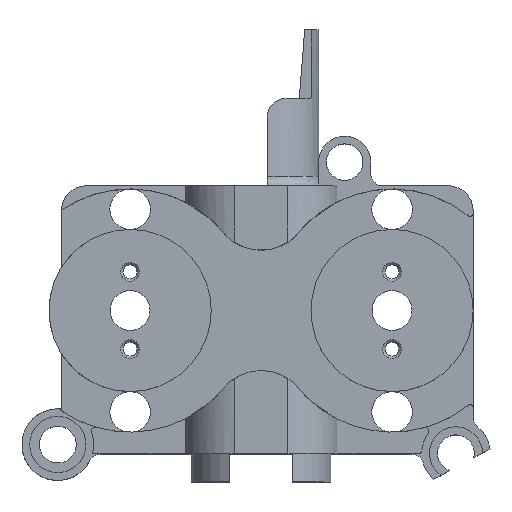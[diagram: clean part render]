
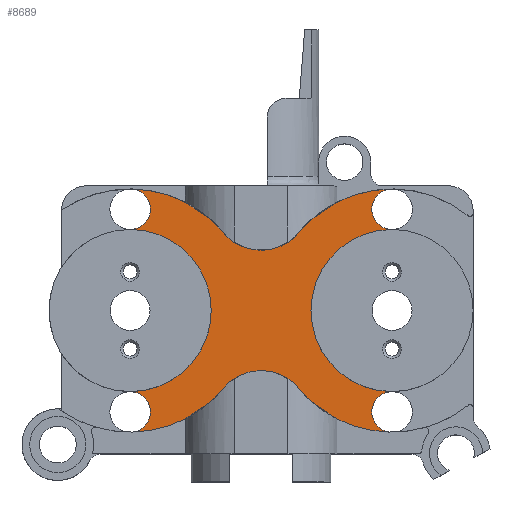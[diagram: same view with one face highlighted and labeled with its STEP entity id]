
A CAD part, top view. The second image highlights one B-rep face of the part: STEP entity #8689.
In plain terms, the highlighted planar face has unit normal (0, 0, 1).
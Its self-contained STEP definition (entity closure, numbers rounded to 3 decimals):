
#174=PLANE('',#9020);
#192=CIRCLE('',#8745,19.5);
#195=CIRCLE('',#8749,7.836);
#196=CIRCLE('',#8751,7.836);
#199=CIRCLE('',#8755,19.5);
#200=CIRCLE('',#8759,19.5);
#204=CIRCLE('',#8764,7.836);
#205=CIRCLE('',#8766,7.836);
#209=CIRCLE('',#8771,19.5);
#295=CIRCLE('',#8985,3.25);
#300=CIRCLE('',#8996,3.25);
#302=CIRCLE('',#8998,3.25);
#304=CIRCLE('',#9001,3.25);
#309=CIRCLE('',#9012,3.25);
#310=CIRCLE('',#9013,3.25);
#314=CIRCLE('',#9021,13.);
#315=CIRCLE('',#9022,13.);
#316=CIRCLE('',#9023,13.);
#827=FACE_OUTER_BOUND('',#1332,.T.);
#1332=EDGE_LOOP('',(#7771,#7772,#7773,#7774,#7775,#7776,#7777,#7778,#7779,
#7780,#7781,#7782,#7783,#7784,#7785,#7786,#7787,#7788,#7789));
#2562=B_SPLINE_CURVE_WITH_KNOTS('',3,(#10532,#10533,#10534,#10535,#10536,
#10537,#10538,#10539,#10540,#10541,#10542,#10543,#10544,#10545,#10546,#10547,
#10548,#10549),.UNSPECIFIED.,.F.,.F.,(4,2,2,2,2,2,2,2,4),(0.,0.152,
0.231,0.266,0.292,0.318,
0.356,0.433,0.581),.UNSPECIFIED.);
#2587=B_SPLINE_CURVE_WITH_KNOTS('',3,(#11001,#11002,#11003,#11004,#11005,
#11006,#11007,#11008,#11009,#11010,#11011,#11012,#11013,#11014,#11015,#11016,
#11017,#11018),.UNSPECIFIED.,.F.,.F.,(4,2,2,2,2,2,2,2,4),(0.,0.152,
0.231,0.266,0.292,0.318,
0.356,0.433,0.581),.UNSPECIFIED.);
#3145=VERTEX_POINT('',#10530);
#3146=VERTEX_POINT('',#10531);
#3159=VERTEX_POINT('',#10761);
#3160=VERTEX_POINT('',#10763);
#3165=VERTEX_POINT('',#10786);
#3170=VERTEX_POINT('',#10811);
#3182=VERTEX_POINT('',#10999);
#3183=VERTEX_POINT('',#11000);
#3196=VERTEX_POINT('',#11230);
#3197=VERTEX_POINT('',#11232);
#3204=VERTEX_POINT('',#11259);
#3211=VERTEX_POINT('',#11288);
#3922=VERTEX_POINT('',#17749);
#3974=VERTEX_POINT('',#18280);
#3980=VERTEX_POINT('',#18304);
#3981=VERTEX_POINT('',#18306);
#3983=VERTEX_POINT('',#18314);
#3989=VERTEX_POINT('',#18337);
#3991=VERTEX_POINT('',#18351);
#4023=EDGE_CURVE('',#3145,#3146,#2562,.T.);
#4044=EDGE_CURVE('',#3160,#3159,#192,.T.);
#4051=EDGE_CURVE('',#3146,#3165,#195,.T.);
#4052=EDGE_CURVE('',#3159,#3145,#196,.T.);
#4058=EDGE_CURVE('',#3165,#3170,#199,.T.);
#4073=EDGE_CURVE('',#3182,#3183,#2587,.T.);
#4094=EDGE_CURVE('',#3197,#3196,#200,.T.);
#4103=EDGE_CURVE('',#3183,#3204,#204,.T.);
#4104=EDGE_CURVE('',#3196,#3182,#205,.T.);
#4112=EDGE_CURVE('',#3204,#3211,#209,.T.);
#5246=EDGE_CURVE('',#3211,#3974,#295,.T.);
#5258=EDGE_CURVE('',#3981,#3980,#300,.T.);
#5260=EDGE_CURVE('',#3980,#3197,#302,.T.);
#5263=EDGE_CURVE('',#3983,#3160,#304,.T.);
#5275=EDGE_CURVE('',#3170,#3989,#309,.T.);
#5276=EDGE_CURVE('',#3989,#3922,#310,.T.);
#5281=EDGE_CURVE('',#3974,#3983,#314,.T.);
#5282=EDGE_CURVE('',#3922,#3991,#315,.T.);
#5283=EDGE_CURVE('',#3991,#3981,#316,.T.);
#7771=ORIENTED_EDGE('',*,*,#5246,.T.);
#7772=ORIENTED_EDGE('',*,*,#5281,.T.);
#7773=ORIENTED_EDGE('',*,*,#5263,.T.);
#7774=ORIENTED_EDGE('',*,*,#4044,.T.);
#7775=ORIENTED_EDGE('',*,*,#4052,.T.);
#7776=ORIENTED_EDGE('',*,*,#4023,.T.);
#7777=ORIENTED_EDGE('',*,*,#4051,.T.);
#7778=ORIENTED_EDGE('',*,*,#4058,.T.);
#7779=ORIENTED_EDGE('',*,*,#5275,.T.);
#7780=ORIENTED_EDGE('',*,*,#5276,.T.);
#7781=ORIENTED_EDGE('',*,*,#5282,.T.);
#7782=ORIENTED_EDGE('',*,*,#5283,.T.);
#7783=ORIENTED_EDGE('',*,*,#5258,.T.);
#7784=ORIENTED_EDGE('',*,*,#5260,.T.);
#7785=ORIENTED_EDGE('',*,*,#4094,.T.);
#7786=ORIENTED_EDGE('',*,*,#4104,.T.);
#7787=ORIENTED_EDGE('',*,*,#4073,.T.);
#7788=ORIENTED_EDGE('',*,*,#4103,.T.);
#7789=ORIENTED_EDGE('',*,*,#4112,.T.);
#8689=ADVANCED_FACE('',(#827),#174,.F.);
#8745=AXIS2_PLACEMENT_3D('',#10764,#9097,#9098);
#8749=AXIS2_PLACEMENT_3D('',#10788,#9108,#9109);
#8751=AXIS2_PLACEMENT_3D('',#10790,#9112,#9113);
#8755=AXIS2_PLACEMENT_3D('',#10813,#9122,#9123);
#8759=AXIS2_PLACEMENT_3D('',#11233,#9141,#9142);
#8764=AXIS2_PLACEMENT_3D('',#11261,#9155,#9156);
#8766=AXIS2_PLACEMENT_3D('',#11263,#9159,#9160);
#8771=AXIS2_PLACEMENT_3D('',#11290,#9172,#9173);
#8985=AXIS2_PLACEMENT_3D('',#18282,#10108,#10109);
#8996=AXIS2_PLACEMENT_3D('',#18307,#10137,#10138);
#8998=AXIS2_PLACEMENT_3D('',#18309,#10141,#10142);
#9001=AXIS2_PLACEMENT_3D('',#18315,#10148,#10149);
#9012=AXIS2_PLACEMENT_3D('',#18339,#10177,#10178);
#9013=AXIS2_PLACEMENT_3D('',#18340,#10179,#10180);
#9020=AXIS2_PLACEMENT_3D('',#18349,#10194,#10195);
#9021=AXIS2_PLACEMENT_3D('',#18350,#10196,#10197);
#9022=AXIS2_PLACEMENT_3D('',#18352,#10198,#10199);
#9023=AXIS2_PLACEMENT_3D('',#18353,#10200,#10201);
#9097=DIRECTION('center_axis',(0.,0.,1.));
#9098=DIRECTION('ref_axis',(-1.,0.,0.));
#9108=DIRECTION('center_axis',(0.,0.,-1.));
#9109=DIRECTION('ref_axis',(0.768,-0.64,0.));
#9112=DIRECTION('center_axis',(0.,0.,-1.));
#9113=DIRECTION('ref_axis',(0.768,-0.64,0.));
#9122=DIRECTION('center_axis',(0.,0.,1.));
#9123=DIRECTION('ref_axis',(-1.,0.,0.));
#9141=DIRECTION('center_axis',(0.,0.,1.));
#9142=DIRECTION('ref_axis',(-1.,0.,0.));
#9155=DIRECTION('center_axis',(0.,0.,-1.));
#9156=DIRECTION('ref_axis',(-0.768,0.64,0.));
#9159=DIRECTION('center_axis',(0.,0.,-1.));
#9160=DIRECTION('ref_axis',(-0.768,0.64,0.));
#9172=DIRECTION('center_axis',(0.,0.,1.));
#9173=DIRECTION('ref_axis',(-1.,0.,0.));
#10108=DIRECTION('center_axis',(0.,0.,-1.));
#10109=DIRECTION('ref_axis',(-1.,0.,0.));
#10137=DIRECTION('center_axis',(0.,0.,-1.));
#10138=DIRECTION('ref_axis',(-1.,0.,0.));
#10141=DIRECTION('center_axis',(0.,0.,-1.));
#10142=DIRECTION('ref_axis',(-1.,0.,0.));
#10148=DIRECTION('center_axis',(0.,0.,-1.));
#10149=DIRECTION('ref_axis',(-1.,0.,0.));
#10177=DIRECTION('center_axis',(0.,0.,-1.));
#10178=DIRECTION('ref_axis',(-1.,0.,0.));
#10179=DIRECTION('center_axis',(0.,0.,-1.));
#10180=DIRECTION('ref_axis',(-1.,0.,0.));
#10194=DIRECTION('center_axis',(0.,0.,-1.));
#10195=DIRECTION('ref_axis',(-1.,0.,0.));
#10196=DIRECTION('center_axis',(0.,0.,-1.));
#10197=DIRECTION('ref_axis',(-1.,0.,0.));
#10198=DIRECTION('center_axis',(0.,0.,-1.));
#10199=DIRECTION('ref_axis',(-1.,0.,0.));
#10200=DIRECTION('center_axis',(0.,0.,-1.));
#10201=DIRECTION('ref_axis',(-1.,0.,0.));
#10530=CARTESIAN_POINT('',(3.02,10.269,4.));
#10531=CARTESIAN_POINT('',(-3.02,10.269,4.));
#10532=CARTESIAN_POINT('Ctrl Pts',(3.02,10.269,4.));
#10533=CARTESIAN_POINT('Ctrl Pts',(2.514,10.255,4.));
#10534=CARTESIAN_POINT('Ctrl Pts',(1.965,10.239,4.));
#10535=CARTESIAN_POINT('Ctrl Pts',(1.165,10.224,4.));
#10536=CARTESIAN_POINT('Ctrl Pts',(0.893,10.22,4.));
#10537=CARTESIAN_POINT('Ctrl Pts',(0.496,10.216,4.));
#10538=CARTESIAN_POINT('Ctrl Pts',(0.374,10.215,4.));
#10539=CARTESIAN_POINT('Ctrl Pts',(0.162,10.214,4.));
#10540=CARTESIAN_POINT('Ctrl Pts',(0.074,10.214,4.));
#10541=CARTESIAN_POINT('Ctrl Pts',(-0.107,10.214,
4.));
#10542=CARTESIAN_POINT('Ctrl Pts',(-0.199,10.214,
4.));
#10543=CARTESIAN_POINT('Ctrl Pts',(-0.422,10.215,
4.));
#10544=CARTESIAN_POINT('Ctrl Pts',(-0.553,10.216,
4.));
#10545=CARTESIAN_POINT('Ctrl Pts',(-0.951,10.22,
4.));
#10546=CARTESIAN_POINT('Ctrl Pts',(-1.215,10.224,4.));
#10547=CARTESIAN_POINT('Ctrl Pts',(-1.993,10.24,4.));
#10548=CARTESIAN_POINT('Ctrl Pts',(-2.527,10.255,4.));
#10549=CARTESIAN_POINT('Ctrl Pts',(-3.02,10.269,4.));
#10761=CARTESIAN_POINT('',(6.02,12.484,4.));
#10763=CARTESIAN_POINT('',(21.,19.5,4.));
#10764=CARTESIAN_POINT('Origin',(21.,0.,4.));
#10786=CARTESIAN_POINT('',(-6.02,12.484,4.));
#10788=CARTESIAN_POINT('Origin',(0.,17.5,4.));
#10790=CARTESIAN_POINT('Origin',(0.,17.5,4.));
#10811=CARTESIAN_POINT('',(-21.,19.5,4.));
#10813=CARTESIAN_POINT('Origin',(-21.,0.,4.));
#10999=CARTESIAN_POINT('',(-3.02,-10.269,4.));
#11000=CARTESIAN_POINT('',(3.02,-10.269,4.));
#11001=CARTESIAN_POINT('Ctrl Pts',(-3.02,-10.269,
4.));
#11002=CARTESIAN_POINT('Ctrl Pts',(-2.514,-10.255,
4.));
#11003=CARTESIAN_POINT('Ctrl Pts',(-1.965,-10.239,
4.));
#11004=CARTESIAN_POINT('Ctrl Pts',(-1.165,-10.224,
4.));
#11005=CARTESIAN_POINT('Ctrl Pts',(-0.893,-10.22,
4.));
#11006=CARTESIAN_POINT('Ctrl Pts',(-0.496,-10.216,
4.));
#11007=CARTESIAN_POINT('Ctrl Pts',(-0.374,-10.215,
4.));
#11008=CARTESIAN_POINT('Ctrl Pts',(-0.162,-10.214,
4.));
#11009=CARTESIAN_POINT('Ctrl Pts',(-0.074,-10.214,
4.));
#11010=CARTESIAN_POINT('Ctrl Pts',(0.107,-10.214,
4.));
#11011=CARTESIAN_POINT('Ctrl Pts',(0.199,-10.214,
4.));
#11012=CARTESIAN_POINT('Ctrl Pts',(0.422,-10.215,
4.));
#11013=CARTESIAN_POINT('Ctrl Pts',(0.553,-10.216,
4.));
#11014=CARTESIAN_POINT('Ctrl Pts',(0.951,-10.22,
4.));
#11015=CARTESIAN_POINT('Ctrl Pts',(1.215,-10.224,4.));
#11016=CARTESIAN_POINT('Ctrl Pts',(1.993,-10.24,4.));
#11017=CARTESIAN_POINT('Ctrl Pts',(2.527,-10.255,4.));
#11018=CARTESIAN_POINT('Ctrl Pts',(3.02,-10.269,4.));
#11230=CARTESIAN_POINT('',(-6.02,-12.484,4.));
#11232=CARTESIAN_POINT('',(-21.,-19.5,4.));
#11233=CARTESIAN_POINT('Origin',(-21.,0.,4.));
#11259=CARTESIAN_POINT('',(6.02,-12.484,4.));
#11261=CARTESIAN_POINT('Origin',(0.,-17.5,4.));
#11263=CARTESIAN_POINT('Origin',(0.,-17.5,4.));
#11288=CARTESIAN_POINT('',(21.,-19.5,4.));
#11290=CARTESIAN_POINT('Origin',(21.,0.,4.));
#17749=CARTESIAN_POINT('',(-21.,13.,4.));
#18280=CARTESIAN_POINT('',(21.,-13.,4.));
#18282=CARTESIAN_POINT('Origin',(21.,-16.25,4.));
#18304=CARTESIAN_POINT('',(-17.75,-16.25,4.));
#18306=CARTESIAN_POINT('',(-21.,-13.,4.));
#18307=CARTESIAN_POINT('Origin',(-21.,-16.25,4.));
#18309=CARTESIAN_POINT('Origin',(-21.,-16.25,4.));
#18314=CARTESIAN_POINT('',(21.,13.,4.));
#18315=CARTESIAN_POINT('Origin',(21.,16.25,4.));
#18337=CARTESIAN_POINT('',(-17.75,16.25,4.));
#18339=CARTESIAN_POINT('Origin',(-21.,16.25,4.));
#18340=CARTESIAN_POINT('Origin',(-21.,16.25,4.));
#18349=CARTESIAN_POINT('Origin',(-0.821,0.363,4.));
#18350=CARTESIAN_POINT('Origin',(21.,0.,4.));
#18351=CARTESIAN_POINT('',(-8.,0.,4.));
#18352=CARTESIAN_POINT('Origin',(-21.,0.,4.));
#18353=CARTESIAN_POINT('Origin',(-21.,0.,4.));
